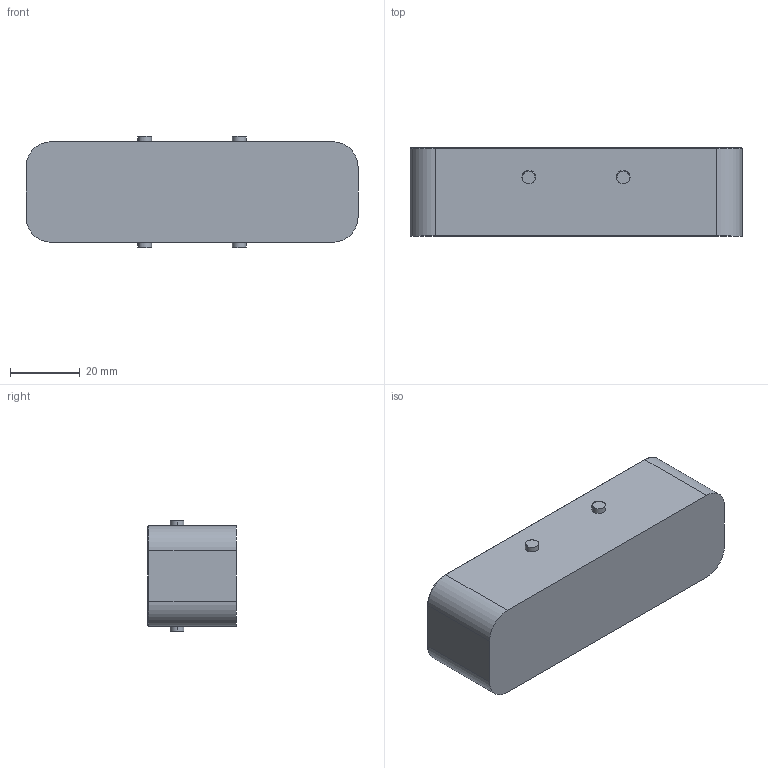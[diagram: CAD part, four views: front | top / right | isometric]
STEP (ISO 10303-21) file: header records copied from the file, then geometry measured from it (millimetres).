
FILE_DESCRIPTION((''),'2;1');
FILE_NAME('1326610-1_ASM','2012-03-16T',('workeradm'),('Tyco Electronics Ltd.'),'PRO/ENGINEER BY PARAMETRIC TECHNOLOGY CORPORATION, 2010430','PRO/ENGINEER BY PARAMETRIC TECHNOLOGY CORPORATION, 2010430','');
FILE_SCHEMA(('AUTOMOTIVE_DESIGN { 1 0 10303 214 1 1 1 1 }'));
Length unit declared in the file: millimetre
Products named in the file (4): 1326610_RF-1; 6_3_BLADE; 064_BLADE; 1326610-1_ASM
Assembly tree (48 placements, depth 2):
  1326610-1_ASM
    1326610_RF-1
    6_3_BLADE  x4
    064_BLADE  x43
Bounding box: 94.9 x 25.2 x 31.9 mm (x, y, z)
Volume: 16531.5 mm3; surface area: 20915.5 mm2
Topology: 48 solids, 48 shells, 1158 faces, 2974 edges, 1918 vertices
Faces by surface type: plane 642, cylinder 490, torus 24, bspline 2
Entity records: 15183 total; most frequent: CARTESIAN_POINT 3082, ORIENTED_EDGE 1736, DIRECTION 1708, EDGE_CURVE 868, PRESENTATION_STYLE_ASSIGNMENT 791, STYLED_ITEM 791, CURVE_STYLE 790, VECTOR 628
